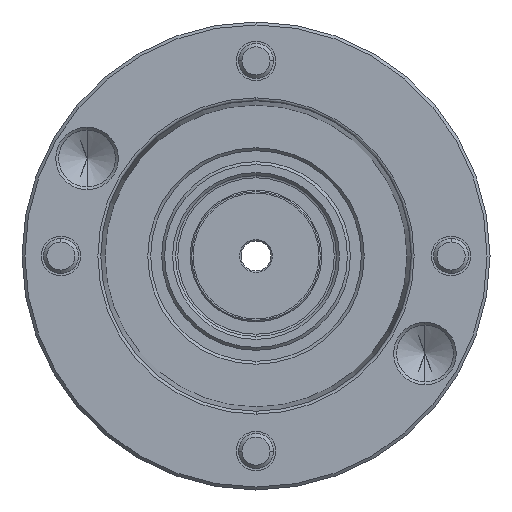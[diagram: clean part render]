
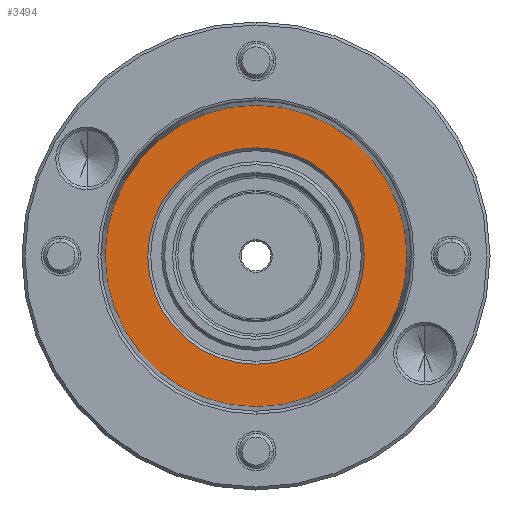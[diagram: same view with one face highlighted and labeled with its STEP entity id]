
A CAD part, left-side view. The second image highlights one B-rep face of the part: STEP entity #3494.
In plain terms, the highlighted planar face has unit normal (-1, 0, 0).
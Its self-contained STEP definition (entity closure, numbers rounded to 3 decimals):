
#262 = CARTESIAN_POINT ( 'NONE',  ( 18., 0., -51.6 ) ) ;
#263 = ORIENTED_EDGE ( 'NONE', *, *, #6689, .T. ) ;
#381 = AXIS2_PLACEMENT_3D ( 'NONE', #7882, #1850, #5784 ) ;
#472 = CIRCLE ( 'NONE', #8429, 37. ) ;
#620 = AXIS2_PLACEMENT_3D ( 'NONE', #954, #1192, #1306 ) ;
#706 = VERTEX_POINT ( 'NONE', #262 ) ;
#954 = CARTESIAN_POINT ( 'NONE',  ( 18., 0., 0. ) ) ;
#1021 = EDGE_CURVE ( 'NONE', #2722, #706, #6438, .T. ) ;
#1034 = DIRECTION ( 'NONE',  ( 1., 0., 0. ) ) ;
#1143 = CIRCLE ( 'NONE', #620, 51.6 ) ;
#1154 = CARTESIAN_POINT ( 'NONE',  ( 18., 0., 0. ) ) ;
#1192 = DIRECTION ( 'NONE',  ( -1., 0., 0. ) ) ;
#1306 = DIRECTION ( 'NONE',  ( 0., 0., 1. ) ) ;
#1438 = CARTESIAN_POINT ( 'NONE',  ( 18., 0., 51.6 ) ) ;
#1650 = CIRCLE ( 'NONE', #7133, 37. ) ;
#1850 = DIRECTION ( 'NONE',  ( -1., 0., 0. ) ) ;
#2452 = FACE_BOUND ( 'NONE', #5660, .T. ) ;
#2605 = ORIENTED_EDGE ( 'NONE', *, *, #1021, .T. ) ;
#2722 = VERTEX_POINT ( 'NONE', #1438 ) ;
#2968 = EDGE_CURVE ( 'NONE', #6610, #3728, #472, .T. ) ;
#3254 = EDGE_LOOP ( 'NONE', ( #2605, #263 ) ) ;
#3494 = ADVANCED_FACE ( 'NONE', ( #2452, #5809 ), #4881, .F. ) ;
#3551 = DIRECTION ( 'NONE',  ( 0., 0., -1. ) ) ;
#3728 = VERTEX_POINT ( 'NONE', #5620 ) ;
#4222 = CARTESIAN_POINT ( 'NONE',  ( 18., 51.6, 0. ) ) ;
#4881 = PLANE ( 'NONE',  #5408 ) ;
#5042 = DIRECTION ( 'NONE',  ( 0., 0., -1. ) ) ;
#5343 = DIRECTION ( 'NONE',  ( 1., 0., 0. ) ) ;
#5408 = AXIS2_PLACEMENT_3D ( 'NONE', #4222, #8218, #3551 ) ;
#5589 = CARTESIAN_POINT ( 'NONE',  ( 18., 0., -37. ) ) ;
#5620 = CARTESIAN_POINT ( 'NONE',  ( 18., 0., 37. ) ) ;
#5660 = EDGE_LOOP ( 'NONE', ( #6161, #7328 ) ) ;
#5727 = CARTESIAN_POINT ( 'NONE',  ( 18., 0., 0. ) ) ;
#5784 = DIRECTION ( 'NONE',  ( 0., 0., 1. ) ) ;
#5809 = FACE_OUTER_BOUND ( 'NONE', #3254, .T. ) ;
#6161 = ORIENTED_EDGE ( 'NONE', *, *, #7869, .T. ) ;
#6438 = CIRCLE ( 'NONE', #381, 51.6 ) ;
#6610 = VERTEX_POINT ( 'NONE', #5589 ) ;
#6689 = EDGE_CURVE ( 'NONE', #706, #2722, #1143, .T. ) ;
#7133 = AXIS2_PLACEMENT_3D ( 'NONE', #5727, #1034, #5042 ) ;
#7328 = ORIENTED_EDGE ( 'NONE', *, *, #2968, .T. ) ;
#7389 = DIRECTION ( 'NONE',  ( 0., 0., -1. ) ) ;
#7869 = EDGE_CURVE ( 'NONE', #3728, #6610, #1650, .T. ) ;
#7882 = CARTESIAN_POINT ( 'NONE',  ( 18., 0., 0. ) ) ;
#8218 = DIRECTION ( 'NONE',  ( 1., 0., 0. ) ) ;
#8429 = AXIS2_PLACEMENT_3D ( 'NONE', #1154, #5343, #7389 ) ;
